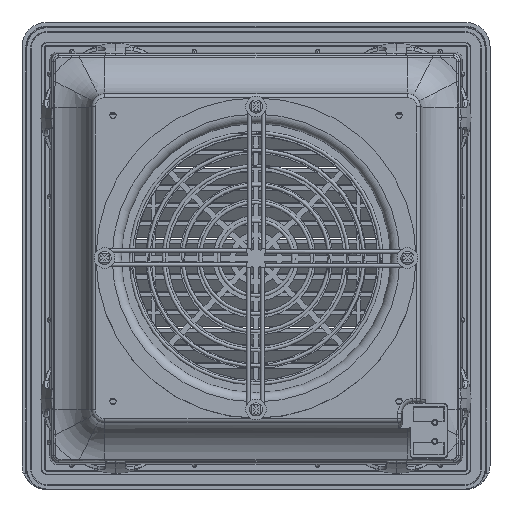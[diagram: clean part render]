
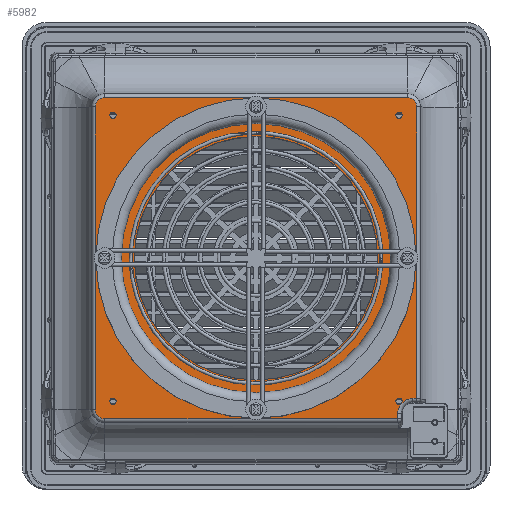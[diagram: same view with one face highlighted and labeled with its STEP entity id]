
A CAD part, top view. The second image highlights one B-rep face of the part: STEP entity #5982.
In plain terms, the highlighted planar face has unit normal (0, 0, 1).
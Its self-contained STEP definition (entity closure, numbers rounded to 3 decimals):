
#5982=ADVANCED_FACE('',(#11418,#11419,#11420,#11421,#11422,#11423,#11424,
#11425,#11426,#11427,#11428,#11429,#11430,#11431),#7706,.T.);
#7706=PLANE('',#55714);
#11418=FACE_BOUND('',#13937,.T.);
#11419=FACE_BOUND('',#13938,.T.);
#11420=FACE_BOUND('',#13939,.T.);
#11421=FACE_BOUND('',#13940,.T.);
#11422=FACE_BOUND('',#13941,.T.);
#11423=FACE_BOUND('',#13942,.T.);
#11424=FACE_BOUND('',#13943,.T.);
#11425=FACE_BOUND('',#13944,.T.);
#11426=FACE_BOUND('',#13945,.T.);
#11427=FACE_BOUND('',#13946,.T.);
#11428=FACE_BOUND('',#13947,.T.);
#11429=FACE_BOUND('',#13948,.T.);
#11430=FACE_BOUND('',#13949,.T.);
#11431=FACE_BOUND('',#13950,.T.);
#13937=EDGE_LOOP('',(#31879));
#13938=EDGE_LOOP('',(#31880));
#13939=EDGE_LOOP('',(#31881));
#13940=EDGE_LOOP('',(#31882));
#13941=EDGE_LOOP('',(#31883));
#13942=EDGE_LOOP('',(#31884));
#13943=EDGE_LOOP('',(#31885));
#13944=EDGE_LOOP('',(#31886));
#13945=EDGE_LOOP('',(#31887));
#13946=EDGE_LOOP('',(#31888));
#13947=EDGE_LOOP('',(#31889));
#13948=EDGE_LOOP('',(#31890));
#13949=EDGE_LOOP('',(#31891,#31892,#31893,#31894,#31895,#31896,#31897,#31898,
#31899,#31900));
#13950=EDGE_LOOP('',(#31901));
#16966=LINE('',#91058,#20820);
#16967=LINE('',#91066,#20821);
#17003=LINE('',#91530,#20857);
#17008=LINE('',#91544,#20862);
#17011=LINE('',#91550,#20865);
#17012=LINE('',#91554,#20866);
#20820=VECTOR('',#64855,1.);
#20821=VECTOR('',#64866,1.);
#20857=VECTOR('',#65060,1.);
#20862=VECTOR('',#65073,1.);
#20865=VECTOR('',#65080,1.);
#20866=VECTOR('',#65083,1.);
#31879=ORIENTED_EDGE('',*,*,#47694,.F.);
#31880=ORIENTED_EDGE('',*,*,#47693,.T.);
#31881=ORIENTED_EDGE('',*,*,#47692,.F.);
#31882=ORIENTED_EDGE('',*,*,#47691,.T.);
#31883=ORIENTED_EDGE('',*,*,#47690,.F.);
#31884=ORIENTED_EDGE('',*,*,#47689,.F.);
#31885=ORIENTED_EDGE('',*,*,#47688,.T.);
#31886=ORIENTED_EDGE('',*,*,#47687,.F.);
#31887=ORIENTED_EDGE('',*,*,#47686,.F.);
#31888=ORIENTED_EDGE('',*,*,#47685,.T.);
#31889=ORIENTED_EDGE('',*,*,#47684,.T.);
#31890=ORIENTED_EDGE('',*,*,#47682,.F.);
#31891=ORIENTED_EDGE('',*,*,#47785,.T.);
#31892=ORIENTED_EDGE('',*,*,#47788,.T.);
#31893=ORIENTED_EDGE('',*,*,#47789,.T.);
#31894=ORIENTED_EDGE('',*,*,#47790,.T.);
#31895=ORIENTED_EDGE('',*,*,#47778,.T.);
#31896=ORIENTED_EDGE('',*,*,#47775,.T.);
#31897=ORIENTED_EDGE('',*,*,#47681,.T.);
#31898=ORIENTED_EDGE('',*,*,#47679,.T.);
#31899=ORIENTED_EDGE('',*,*,#47677,.T.);
#31900=ORIENTED_EDGE('',*,*,#47777,.T.);
#31901=ORIENTED_EDGE('',*,*,#47791,.T.);
#41160=VERTEX_POINT('',#91055);
#41161=VERTEX_POINT('',#91057);
#41162=VERTEX_POINT('',#91061);
#41163=VERTEX_POINT('',#91065);
#41164=VERTEX_POINT('',#91069);
#41166=VERTEX_POINT('',#91074);
#41167=VERTEX_POINT('',#91077);
#41168=VERTEX_POINT('',#91080);
#41169=VERTEX_POINT('',#91083);
#41170=VERTEX_POINT('',#91086);
#41171=VERTEX_POINT('',#91089);
#41172=VERTEX_POINT('',#91092);
#41173=VERTEX_POINT('',#91095);
#41174=VERTEX_POINT('',#91098);
#41175=VERTEX_POINT('',#91101);
#41176=VERTEX_POINT('',#91104);
#41227=VERTEX_POINT('',#91523);
#41228=VERTEX_POINT('',#91527);
#41229=VERTEX_POINT('',#91531);
#41233=VERTEX_POINT('',#91543);
#41235=VERTEX_POINT('',#91551);
#41236=VERTEX_POINT('',#91553);
#41237=VERTEX_POINT('',#91556);
#47677=EDGE_CURVE('',#41160,#41161,#16966,.T.);
#47679=EDGE_CURVE('',#41162,#41160,#52258,.T.);
#47681=EDGE_CURVE('',#41163,#41162,#16967,.T.);
#47682=EDGE_CURVE('',#41164,#41164,#52260,.T.);
#47684=EDGE_CURVE('',#41166,#41166,#52262,.T.);
#47685=EDGE_CURVE('',#41167,#41167,#52263,.T.);
#47686=EDGE_CURVE('',#41168,#41168,#52264,.T.);
#47687=EDGE_CURVE('',#41169,#41169,#52265,.T.);
#47688=EDGE_CURVE('',#41170,#41170,#52266,.T.);
#47689=EDGE_CURVE('',#41171,#41171,#52267,.T.);
#47690=EDGE_CURVE('',#41172,#41172,#52268,.T.);
#47691=EDGE_CURVE('',#41173,#41173,#52269,.T.);
#47692=EDGE_CURVE('',#41174,#41174,#52270,.T.);
#47693=EDGE_CURVE('',#41175,#41175,#52271,.T.);
#47694=EDGE_CURVE('',#41176,#41176,#52272,.T.);
#47775=EDGE_CURVE('',#41227,#41163,#52293,.T.);
#47777=EDGE_CURVE('',#41161,#41228,#52295,.T.);
#47778=EDGE_CURVE('',#41229,#41227,#17003,.T.);
#47785=EDGE_CURVE('',#41228,#41233,#17008,.T.);
#47788=EDGE_CURVE('',#41233,#41235,#17011,.T.);
#47789=EDGE_CURVE('',#41235,#41236,#52298,.T.);
#47790=EDGE_CURVE('',#41236,#41229,#17012,.T.);
#47791=EDGE_CURVE('',#41237,#41237,#52299,.T.);
#52258=CIRCLE('',#55624,5.);
#52260=CIRCLE('',#55628,65.15);
#52262=CIRCLE('',#55631,1.65);
#52263=CIRCLE('',#55633,1.65);
#52264=CIRCLE('',#55635,1.65);
#52265=CIRCLE('',#55637,1.65);
#52266=CIRCLE('',#55639,1.65);
#52267=CIRCLE('',#55641,1.65);
#52268=CIRCLE('',#55643,1.65);
#52269=CIRCLE('',#55645,1.65);
#52270=CIRCLE('',#55647,1.65);
#52271=CIRCLE('',#55649,1.65);
#52272=CIRCLE('',#55651,1.65);
#52293=CIRCLE('',#55701,5.);
#52295=CIRCLE('',#55704,5.);
#52298=CIRCLE('',#55712,8.119);
#52299=CIRCLE('',#55713,1.65);
#55624=AXIS2_PLACEMENT_3D('',#91062,#64860,#64861);
#55628=AXIS2_PLACEMENT_3D('',#91068,#64869,#64870);
#55631=AXIS2_PLACEMENT_3D('',#91073,#64875,#64876);
#55633=AXIS2_PLACEMENT_3D('',#91076,#64879,#64880);
#55635=AXIS2_PLACEMENT_3D('',#91079,#64883,#64884);
#55637=AXIS2_PLACEMENT_3D('',#91082,#64887,#64888);
#55639=AXIS2_PLACEMENT_3D('',#91085,#64891,#64892);
#55641=AXIS2_PLACEMENT_3D('',#91088,#64895,#64896);
#55643=AXIS2_PLACEMENT_3D('',#91091,#64899,#64900);
#55645=AXIS2_PLACEMENT_3D('',#91094,#64903,#64904);
#55647=AXIS2_PLACEMENT_3D('',#91097,#64907,#64908);
#55649=AXIS2_PLACEMENT_3D('',#91100,#64911,#64912);
#55651=AXIS2_PLACEMENT_3D('',#91103,#64915,#64916);
#55701=AXIS2_PLACEMENT_3D('',#91524,#65050,#65051);
#55704=AXIS2_PLACEMENT_3D('',#91528,#65056,#65057);
#55712=AXIS2_PLACEMENT_3D('',#91552,#65081,#65082);
#55713=AXIS2_PLACEMENT_3D('',#91555,#65084,#65085);
#55714=AXIS2_PLACEMENT_3D('',#91557,#65086,#65087);
#64855=DIRECTION('',(0.,-1.,0.));
#64860=DIRECTION('',(0.,0.,1.));
#64861=DIRECTION('',(0.,1.,0.));
#64866=DIRECTION('',(-1.,0.,0.));
#64869=DIRECTION('',(0.,0.,1.));
#64870=DIRECTION('',(0.,1.,0.));
#64875=DIRECTION('',(0.,0.,-1.));
#64876=DIRECTION('',(0.,1.,0.));
#64879=DIRECTION('',(0.,0.,-1.));
#64880=DIRECTION('',(0.,-1.,0.));
#64883=DIRECTION('',(0.,0.,1.));
#64884=DIRECTION('',(0.,-1.,0.));
#64887=DIRECTION('',(0.,0.,1.));
#64888=DIRECTION('',(0.,-1.,0.));
#64891=DIRECTION('',(0.,0.,-1.));
#64892=DIRECTION('',(0.,1.,0.));
#64895=DIRECTION('',(0.,0.,1.));
#64896=DIRECTION('',(0.,1.,0.));
#64899=DIRECTION('',(0.,0.,1.));
#64900=DIRECTION('',(0.,1.,0.));
#64903=DIRECTION('',(0.,0.,-1.));
#64904=DIRECTION('',(0.,-1.,0.));
#64907=DIRECTION('',(0.,0.,1.));
#64908=DIRECTION('',(0.,1.,0.));
#64911=DIRECTION('',(0.,0.,-1.));
#64912=DIRECTION('',(0.,1.,0.));
#64915=DIRECTION('',(0.,0.,1.));
#64916=DIRECTION('',(0.,1.,0.));
#65050=DIRECTION('',(0.,0.,1.));
#65051=DIRECTION('',(0.,1.,0.));
#65056=DIRECTION('',(0.,0.,1.));
#65057=DIRECTION('',(0.,1.,0.));
#65060=DIRECTION('',(0.,1.,0.));
#65073=DIRECTION('',(1.,0.,0.));
#65080=DIRECTION('',(0.,1.,0.));
#65081=DIRECTION('',(0.,0.,-1.));
#65082=DIRECTION('',(0.,1.,0.));
#65083=DIRECTION('',(1.,0.,0.));
#65084=DIRECTION('',(0.,0.,-1.));
#65085=DIRECTION('',(0.,1.,0.));
#65086=DIRECTION('',(0.,0.,1.));
#65087=DIRECTION('',(-1.,0.,0.));
#91055=CARTESIAN_POINT('',(109.324,-202.988,59.999));
#91057=CARTESIAN_POINT('',(109.324,-364.788,59.999));
#91058=CARTESIAN_POINT('',(109.324,-281.288,59.999));
#91061=CARTESIAN_POINT('',(114.324,-197.988,59.999));
#91062=CARTESIAN_POINT('',(114.324,-202.988,59.999));
#91065=CARTESIAN_POINT('',(276.124,-197.988,59.999));
#91066=CARTESIAN_POINT('',(192.624,-197.988,59.999));
#91068=CARTESIAN_POINT('',(195.224,-283.888,59.999));
#91069=CARTESIAN_POINT('',(195.224,-218.738,59.999));
#91073=CARTESIAN_POINT('',(195.224,-364.888,59.999));
#91074=CARTESIAN_POINT('',(195.224,-363.238,59.999));
#91076=CARTESIAN_POINT('',(195.224,-202.888,59.999));
#91077=CARTESIAN_POINT('',(195.224,-204.538,59.999));
#91079=CARTESIAN_POINT('',(276.224,-283.888,59.999));
#91080=CARTESIAN_POINT('',(276.224,-285.538,59.999));
#91082=CARTESIAN_POINT('',(240.474,-216.888,59.999));
#91083=CARTESIAN_POINT('',(240.474,-218.538,59.999));
#91085=CARTESIAN_POINT('',(240.474,-350.888,59.999));
#91086=CARTESIAN_POINT('',(240.474,-349.238,59.999));
#91088=CARTESIAN_POINT('',(114.224,-283.888,59.999));
#91089=CARTESIAN_POINT('',(114.224,-282.238,59.999));
#91091=CARTESIAN_POINT('',(149.974,-350.888,59.999));
#91092=CARTESIAN_POINT('',(149.974,-349.238,59.999));
#91094=CARTESIAN_POINT('',(149.974,-216.888,59.999));
#91095=CARTESIAN_POINT('',(149.974,-218.538,59.999));
#91097=CARTESIAN_POINT('',(118.724,-360.388,59.999));
#91098=CARTESIAN_POINT('',(118.724,-358.738,59.999));
#91100=CARTESIAN_POINT('',(118.724,-207.388,59.999));
#91101=CARTESIAN_POINT('',(118.724,-205.738,59.999));
#91103=CARTESIAN_POINT('',(271.724,-207.388,59.999));
#91104=CARTESIAN_POINT('',(271.724,-205.738,59.999));
#91523=CARTESIAN_POINT('',(281.124,-202.988,59.999));
#91524=CARTESIAN_POINT('',(276.124,-202.988,59.999));
#91527=CARTESIAN_POINT('',(114.324,-369.788,59.999));
#91528=CARTESIAN_POINT('',(114.324,-364.788,59.999));
#91530=CARTESIAN_POINT('',(281.124,-281.288,59.999));
#91531=CARTESIAN_POINT('',(281.124,-358.914,59.999));
#91543=CARTESIAN_POINT('',(270.986,-369.788,59.999));
#91544=CARTESIAN_POINT('',(192.624,-369.788,59.999));
#91550=CARTESIAN_POINT('',(270.986,-281.288,59.999));
#91551=CARTESIAN_POINT('',(270.986,-367.034,59.999));
#91552=CARTESIAN_POINT('',(279.105,-367.034,59.999));
#91553=CARTESIAN_POINT('',(279.105,-358.914,59.999));
#91554=CARTESIAN_POINT('',(283.124,-358.914,59.999));
#91555=CARTESIAN_POINT('',(271.724,-360.388,59.999));
#91556=CARTESIAN_POINT('',(271.724,-358.738,59.999));
#91557=CARTESIAN_POINT('',(192.624,-281.288,59.999));
